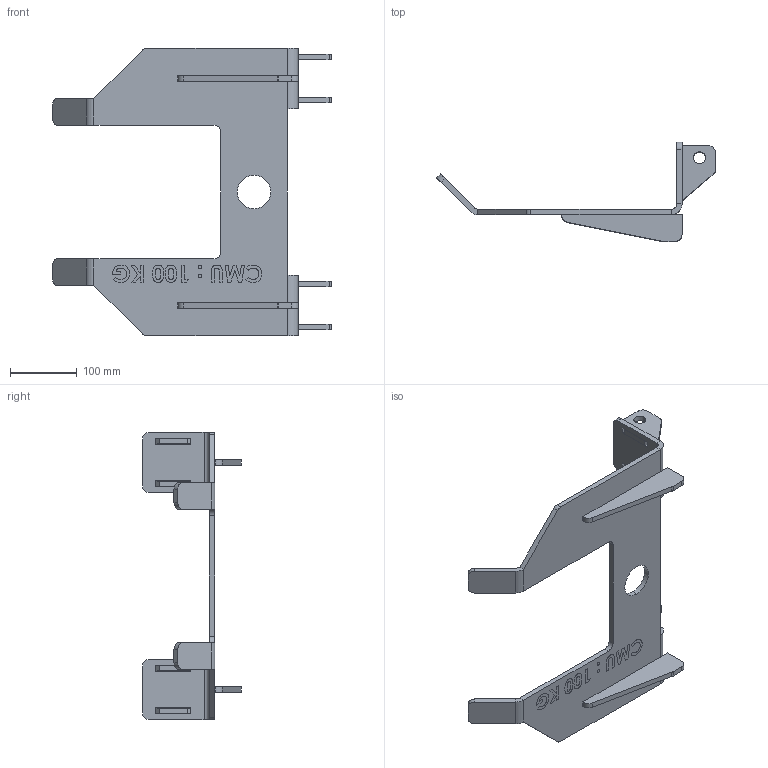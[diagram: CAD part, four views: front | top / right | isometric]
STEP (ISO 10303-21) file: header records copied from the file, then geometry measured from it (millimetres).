
FILE_DESCRIPTION (( 'STEP AP203' ), '1' );
FILE_NAME ('OUT-P10101_FOURCHE_21072021.STEP', '2021-07-21T14:24:01', ( '' ), ( '' ), 'SwSTEP 2.0', 'SolidWorks 2020', '' );
FILE_SCHEMA (( 'CONFIG_CONTROL_DESIGN' ));
Length unit declared in the file: millimetre
Products named in the file (1): OUT-P10101_FOURCHE_21072021
Bounding box: 417.69 x 148 x 430 mm (x, y, z)
Volume: 1007315.6 mm3; surface area: 292755.1 mm2
Topology: 7 solids, 7 shells, 171 faces, 498 edges, 353 vertices
Faces by surface type: plane 127, cylinder 44
Entity records: 6533 total; most frequent: CARTESIAN_POINT 1851, ORIENTED_EDGE 996, DIRECTION 880, EDGE_CURVE 498, LINE 360, VECTOR 360, VERTEX_POINT 353, AXIS2_PLACEMENT_3D 260
